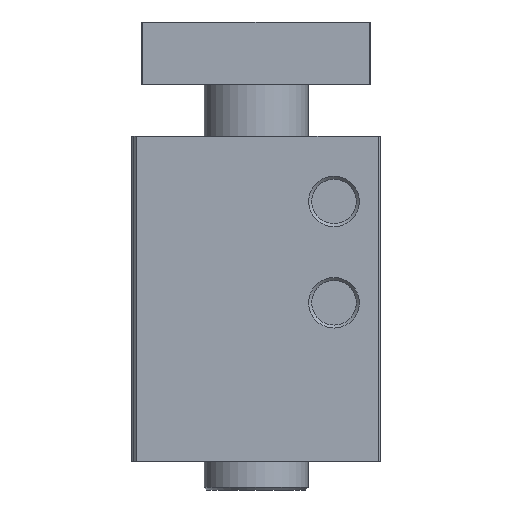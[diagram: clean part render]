
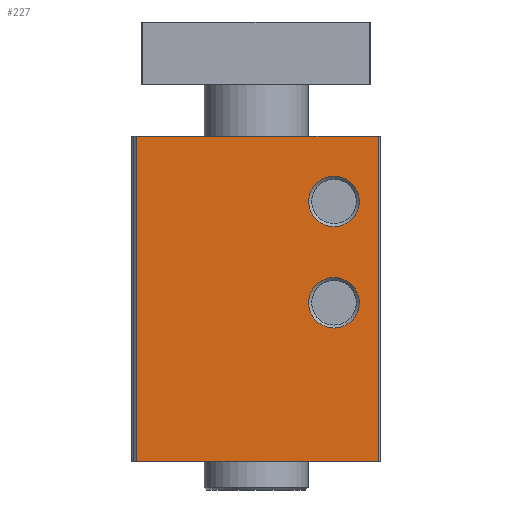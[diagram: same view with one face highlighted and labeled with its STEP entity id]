
A CAD part, front view. The second image highlights one B-rep face of the part: STEP entity #227.
In plain terms, the highlighted planar face has unit normal (0, -1, 0).
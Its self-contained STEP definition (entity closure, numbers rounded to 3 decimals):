
#227 = ADVANCED_FACE( '', ( #555, #556, #557 ), #558, .T. );
#555 = FACE_BOUND( '', #1273, .T. );
#556 = FACE_BOUND( '', #1274, .T. );
#557 = FACE_OUTER_BOUND( '', #1275, .T. );
#558 = PLANE( '', #1276 );
#1273 = EDGE_LOOP( '', ( #2119 ) );
#1274 = EDGE_LOOP( '', ( #2120 ) );
#1275 = EDGE_LOOP( '', ( #2121, #2122, #2123, #2124 ) );
#1276 = AXIS2_PLACEMENT_3D( '', #2125, #2126, #2127 );
#2119 = ORIENTED_EDGE( '', *, *, #4218, .F. );
#2120 = ORIENTED_EDGE( '', *, *, #4219, .F. );
#2121 = ORIENTED_EDGE( '', *, *, #4220, .F. );
#2122 = ORIENTED_EDGE( '', *, *, #4221, .F. );
#2123 = ORIENTED_EDGE( '', *, *, #4222, .T. );
#2124 = ORIENTED_EDGE( '', *, *, #4216, .T. );
#2125 = CARTESIAN_POINT( '', ( -23., -56., -62.5 ) );
#2126 = DIRECTION( '', ( 0., -1., 0. ) );
#2127 = DIRECTION( '', ( 0., 0., -1. ) );
#4216 = EDGE_CURVE( '', #4924, #4922, #4925, .T. );
#4218 = EDGE_CURVE( '', #4927, #4927, #4928, .T. );
#4219 = EDGE_CURVE( '', #4929, #4929, #4930, .T. );
#4220 = EDGE_CURVE( '', #4931, #4922, #4932, .T. );
#4221 = EDGE_CURVE( '', #4933, #4931, #4934, .T. );
#4222 = EDGE_CURVE( '', #4933, #4924, #4935, .T. );
#4922 = VERTEX_POINT( '', #6131 );
#4924 = VERTEX_POINT( '', #6134 );
#4925 = LINE( '', #6135, #6136 );
#4927 = VERTEX_POINT( '', #6139 );
#4928 = CIRCLE( '', #6140, 4.864 );
#4929 = VERTEX_POINT( '', #6141 );
#4930 = CIRCLE( '', #6142, 4.864 );
#4931 = VERTEX_POINT( '', #6143 );
#4932 = LINE( '', #6144, #6145 );
#4933 = VERTEX_POINT( '', #6146 );
#4934 = LINE( '', #6147, #6148 );
#4935 = LINE( '', #6149, #6150 );
#6131 = CARTESIAN_POINT( '', ( 23.5, -56., 0. ) );
#6134 = CARTESIAN_POINT( '', ( 23.5, -56., -62.5 ) );
#6135 = CARTESIAN_POINT( '', ( 23.5, -56., -62.5 ) );
#6136 = VECTOR( '', #7749, 1000. );
#6139 = CARTESIAN_POINT( '', ( 15., -56., -36.864 ) );
#6140 = AXIS2_PLACEMENT_3D( '', #7751, #7752, #7753 );
#6141 = CARTESIAN_POINT( '', ( 15., -56., -17.364 ) );
#6142 = AXIS2_PLACEMENT_3D( '', #7754, #7755, #7756 );
#6143 = CARTESIAN_POINT( '', ( -23., -56., 0. ) );
#6144 = CARTESIAN_POINT( '', ( -23., -56., 0. ) );
#6145 = VECTOR( '', #7757, 1000. );
#6146 = CARTESIAN_POINT( '', ( -23., -56., -62.5 ) );
#6147 = CARTESIAN_POINT( '', ( -23., -56., -62.5 ) );
#6148 = VECTOR( '', #7758, 1000. );
#6149 = CARTESIAN_POINT( '', ( -23., -56., -62.5 ) );
#6150 = VECTOR( '', #7759, 1000. );
#7749 = DIRECTION( '', ( 0., 0., 1. ) );
#7751 = CARTESIAN_POINT( '', ( 15., -56., -32. ) );
#7752 = DIRECTION( '', ( 0., -1., 0. ) );
#7753 = DIRECTION( '', ( 0., 0., -1. ) );
#7754 = CARTESIAN_POINT( '', ( 15., -56., -12.5 ) );
#7755 = DIRECTION( '', ( 0., -1., 0. ) );
#7756 = DIRECTION( '', ( 0., 0., -1. ) );
#7757 = DIRECTION( '', ( 1., 0., 0. ) );
#7758 = DIRECTION( '', ( 0., 0., 1. ) );
#7759 = DIRECTION( '', ( 1., 0., 0. ) );
